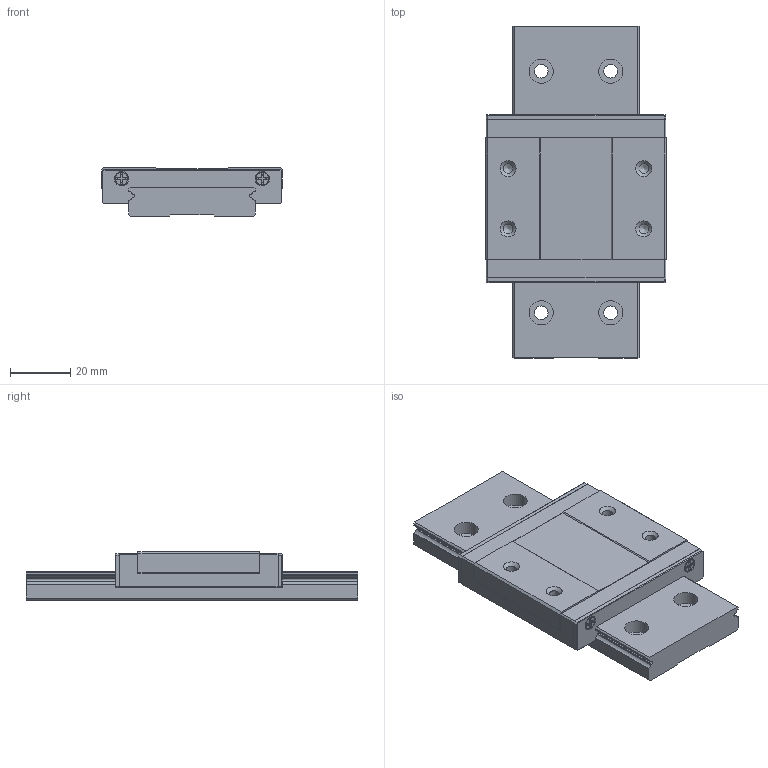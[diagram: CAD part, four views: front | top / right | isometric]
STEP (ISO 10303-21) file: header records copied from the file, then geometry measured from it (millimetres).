
FILE_DESCRIPTION(/* description */ (''),/* implementation_level */ '2;1');
FILE_NAME(/* name */ 'MSD15M.stp',/* time_stamp */ '2013-03-20T15:51:20+08:00',/* author */ (''),/* organization */ (''),/* preprocessor_version */ 'ST-DEVELOPER v11',/* originating_system */ 'UGS - NX 5.0',/* authorisation */ '');
FILE_SCHEMA (('CONFIG_CONTROL_DESIGN'));
Length unit declared in the file: millimetre
Products named in the file (1): model1
Bounding box: 59.97 x 110 x 16 mm (x, y, z)
Volume: 66661.7 mm3; surface area: 23830.6 mm2
Topology: 2 solids, 10 shells, 307 faces, 759 edges, 486 vertices
Faces by surface type: plane 176, cylinder 111, cone 16, torus 4
Full cylindrical faces by diameter (mm): 2.05 x2, 2.5 x4, 2.8 x4, 3.3 x4, 4.5 x10, 4.8 x4, 8 x6
Entity records: 8620 total; most frequent: DIRECTION 1478, CARTESIAN_POINT 1462, ORIENTED_EDGE 1348, EDGE_CURVE 674, AXIS2_PLACEMENT_3D 500, LINE 478, VECTOR 478, VERTEX_POINT 468
